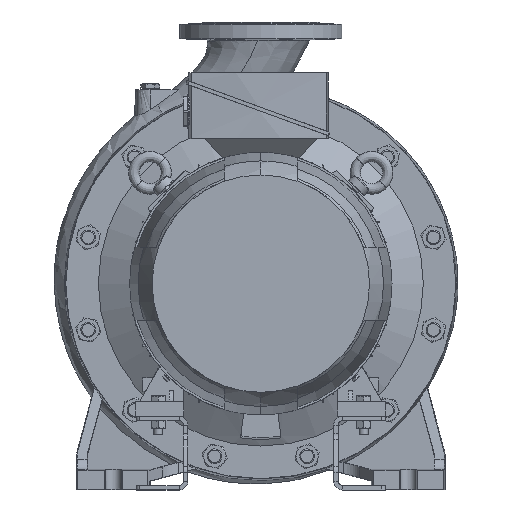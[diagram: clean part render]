
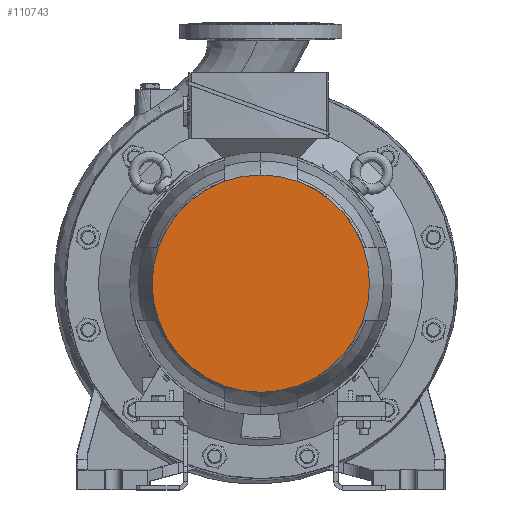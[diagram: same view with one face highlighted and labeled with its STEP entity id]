
A CAD part, left-side view. The second image highlights one B-rep face of the part: STEP entity #110743.
In plain terms, the highlighted planar face has unit normal (-1, 0, 0).
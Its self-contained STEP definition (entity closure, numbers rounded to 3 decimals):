
#59793=CARTESIAN_POINT('',(-877.8,0.,147.5));
#59794=VERTEX_POINT('',#59793);
#59802=CARTESIAN_POINT('',(-877.8,0.,-147.5));
#59803=VERTEX_POINT('',#59802);
#59804=CARTESIAN_POINT('',(-877.8,0.,0.));
#59805=DIRECTION('',(-1.0,0.,0.));
#59806=DIRECTION('',(0.,0.,1.0));
#59807=AXIS2_PLACEMENT_3D('',#59804,#59805,#59806);
#59808=CIRCLE('',#59807,147.5);
#59809=EDGE_CURVE('',#59803,#59794,#59808,.T.);
#110268=CARTESIAN_POINT('',(-877.8,0.,0.));
#110269=DIRECTION('',(-1.0,0.,0.));
#110270=DIRECTION('',(0.,0.,1.0));
#110271=AXIS2_PLACEMENT_3D('',#110268,#110269,#110270);
#110272=CIRCLE('',#110271,147.5);
#110273=EDGE_CURVE('',#59794,#59803,#110272,.T.);
#110734=CARTESIAN_POINT('',(-877.8,-162.25,-162.25));
#110735=DIRECTION('',(-1.0,0.0,0.0));
#110736=DIRECTION('',(0.0,0.0,1.0));
#110737=AXIS2_PLACEMENT_3D('',#110734,#110735,#110736);
#110738=PLANE('',#110737);
#110739=ORIENTED_EDGE('',*,*,#110273,.T.);
#110740=ORIENTED_EDGE('',*,*,#59809,.T.);
#110741=EDGE_LOOP('',(#110739,#110740));
#110742=FACE_OUTER_BOUND('',#110741,.T.);
#110743=ADVANCED_FACE('',(#110742),#110738,.T.);
